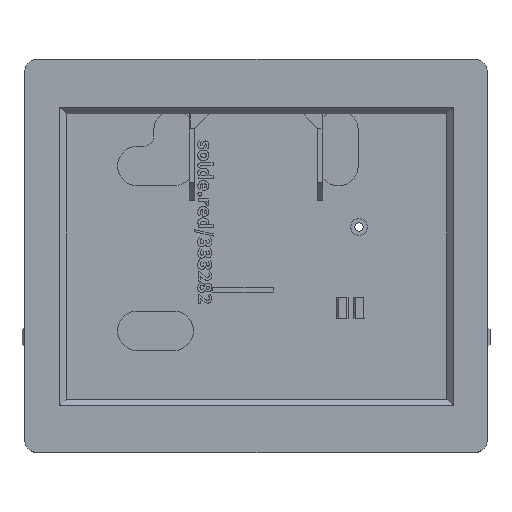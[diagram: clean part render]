
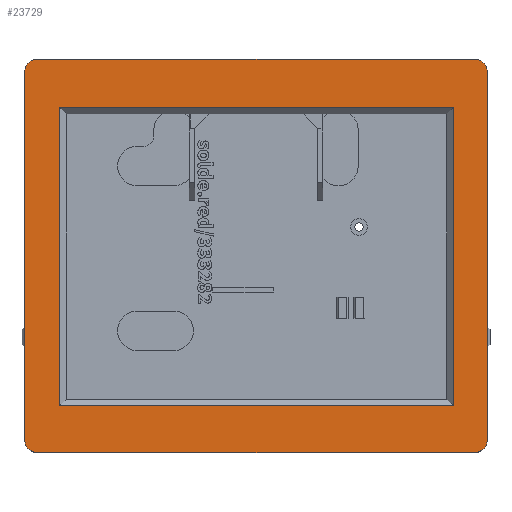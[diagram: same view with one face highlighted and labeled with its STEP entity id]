
A CAD part, top view. The second image highlights one B-rep face of the part: STEP entity #23729.
In plain terms, the highlighted face is planar.
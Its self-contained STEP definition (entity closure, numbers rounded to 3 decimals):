
#223=FACE_BOUND('',#2959,.T.);
#1461=CIRCLE('',#25078,4.);
#1462=CIRCLE('',#25081,4.);
#1463=CIRCLE('',#25082,4.);
#1464=CIRCLE('',#25083,4.);
#1648=FACE_OUTER_BOUND('',#2958,.T.);
#2958=EDGE_LOOP('',(#15936,#15937,#15938,#15939,#15940,#15941,#15942,#15943));
#2959=EDGE_LOOP('',(#15944,#15945,#15946,#15947));
#4420=LINE('',#31315,#7065);
#4425=LINE('',#31330,#7070);
#4427=LINE('',#31334,#7072);
#4428=LINE('',#31338,#7073);
#4429=LINE('',#31343,#7074);
#4430=LINE('',#31345,#7075);
#4431=LINE('',#31347,#7076);
#4432=LINE('',#31348,#7077);
#7065=VECTOR('',#26316,10.);
#7070=VECTOR('',#26335,10.);
#7072=VECTOR('',#26339,10.);
#7073=VECTOR('',#26342,10.);
#7074=VECTOR('',#26347,10.);
#7075=VECTOR('',#26348,10.);
#7076=VECTOR('',#26349,10.);
#7077=VECTOR('',#26350,10.);
#9687=VERTEX_POINT('',#31312);
#9688=VERTEX_POINT('',#31314);
#9689=VERTEX_POINT('',#31323);
#9690=VERTEX_POINT('',#31325);
#9691=VERTEX_POINT('',#31329);
#9692=VERTEX_POINT('',#31333);
#9693=VERTEX_POINT('',#31335);
#9694=VERTEX_POINT('',#31337);
#9695=VERTEX_POINT('',#31341);
#9696=VERTEX_POINT('',#31342);
#9697=VERTEX_POINT('',#31344);
#9698=VERTEX_POINT('',#31346);
#12144=EDGE_CURVE('',#9687,#9688,#4420,.T.);
#12148=EDGE_CURVE('',#9689,#9690,#1461,.T.);
#12150=EDGE_CURVE('',#9690,#9691,#4425,.T.);
#12152=EDGE_CURVE('',#9692,#9689,#4427,.T.);
#12153=EDGE_CURVE('',#9693,#9692,#1462,.T.);
#12154=EDGE_CURVE('',#9694,#9693,#4428,.T.);
#12155=EDGE_CURVE('',#9688,#9694,#1463,.T.);
#12156=EDGE_CURVE('',#9691,#9687,#1464,.T.);
#12157=EDGE_CURVE('',#9695,#9696,#4429,.T.);
#12158=EDGE_CURVE('',#9697,#9695,#4430,.T.);
#12159=EDGE_CURVE('',#9698,#9697,#4431,.T.);
#12160=EDGE_CURVE('',#9696,#9698,#4432,.T.);
#15936=ORIENTED_EDGE('',*,*,#12148,.F.);
#15937=ORIENTED_EDGE('',*,*,#12152,.F.);
#15938=ORIENTED_EDGE('',*,*,#12153,.F.);
#15939=ORIENTED_EDGE('',*,*,#12154,.F.);
#15940=ORIENTED_EDGE('',*,*,#12155,.F.);
#15941=ORIENTED_EDGE('',*,*,#12144,.F.);
#15942=ORIENTED_EDGE('',*,*,#12156,.F.);
#15943=ORIENTED_EDGE('',*,*,#12150,.F.);
#15944=ORIENTED_EDGE('',*,*,#12157,.F.);
#15945=ORIENTED_EDGE('',*,*,#12158,.F.);
#15946=ORIENTED_EDGE('',*,*,#12159,.F.);
#15947=ORIENTED_EDGE('',*,*,#12160,.F.);
#22890=PLANE('',#25080);
#23729=ADVANCED_FACE('',(#1648,#223),#22890,.F.);
#25078=AXIS2_PLACEMENT_3D('',#31326,#26330,#26331);
#25080=AXIS2_PLACEMENT_3D('',#31332,#26337,#26338);
#25081=AXIS2_PLACEMENT_3D('',#31336,#26340,#26341);
#25082=AXIS2_PLACEMENT_3D('',#31339,#26343,#26344);
#25083=AXIS2_PLACEMENT_3D('',#31340,#26345,#26346);
#26316=DIRECTION('',(0.,-1.,0.));
#26330=DIRECTION('center_axis',(0.,0.,1.));
#26331=DIRECTION('ref_axis',(0.707,0.707,0.));
#26335=DIRECTION('',(-1.,0.,0.));
#26337=DIRECTION('center_axis',(0.,0.,1.));
#26338=DIRECTION('ref_axis',(1.,0.,0.));
#26339=DIRECTION('',(0.,1.,0.));
#26340=DIRECTION('center_axis',(0.,0.,1.));
#26341=DIRECTION('ref_axis',(0.707,-0.707,0.));
#26342=DIRECTION('',(1.,0.,0.));
#26343=DIRECTION('center_axis',(0.,0.,1.));
#26344=DIRECTION('ref_axis',(-0.707,-0.707,0.));
#26345=DIRECTION('center_axis',(0.,0.,1.));
#26346=DIRECTION('ref_axis',(-0.707,0.707,0.));
#26347=DIRECTION('',(1.,0.,0.));
#26348=DIRECTION('',(0.,1.,0.));
#26349=DIRECTION('',(-1.,0.,0.));
#26350=DIRECTION('',(0.,-1.,0.));
#31312=CARTESIAN_POINT('',(-70.2,54.7,0.));
#31314=CARTESIAN_POINT('',(-70.2,-56.7,0.));
#31315=CARTESIAN_POINT('',(-70.2,58.7,0.));
#31323=CARTESIAN_POINT('',(70.2,54.7,0.));
#31325=CARTESIAN_POINT('',(66.2,58.7,0.));
#31326=CARTESIAN_POINT('Origin',(66.2,54.7,0.));
#31329=CARTESIAN_POINT('',(-66.2,58.7,0.));
#31330=CARTESIAN_POINT('',(70.2,58.7,0.));
#31332=CARTESIAN_POINT('Origin',(0.,-1.,
0.));
#31333=CARTESIAN_POINT('',(70.2,-56.7,0.));
#31334=CARTESIAN_POINT('',(70.2,-60.7,0.));
#31335=CARTESIAN_POINT('',(66.2,-60.7,0.));
#31336=CARTESIAN_POINT('Origin',(66.2,-56.7,0.));
#31337=CARTESIAN_POINT('',(-66.2,-60.7,0.));
#31338=CARTESIAN_POINT('',(-70.2,-60.7,0.));
#31339=CARTESIAN_POINT('Origin',(-66.2,-56.7,0.));
#31340=CARTESIAN_POINT('Origin',(-66.2,54.7,0.));
#31341=CARTESIAN_POINT('',(-59.95,44.15,0.));
#31342=CARTESIAN_POINT('',(59.6,44.15,0.));
#31343=CARTESIAN_POINT('',(-28.975,44.15,0.));
#31344=CARTESIAN_POINT('',(-59.95,-46.5,0.));
#31345=CARTESIAN_POINT('',(-59.95,-22.75,0.));
#31346=CARTESIAN_POINT('',(59.6,-46.5,0.));
#31347=CARTESIAN_POINT('',(28.8,-46.5,0.));
#31348=CARTESIAN_POINT('',(59.6,20.575,0.));
